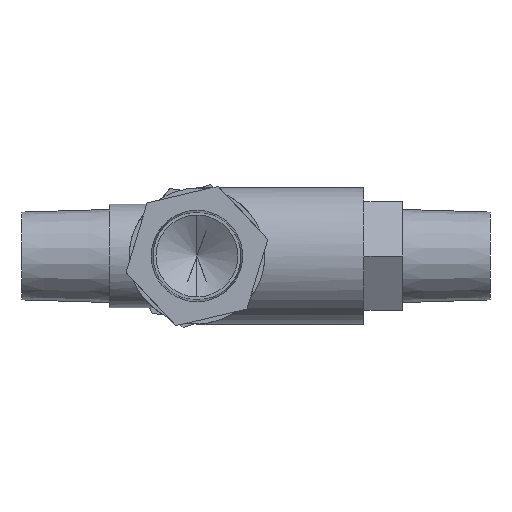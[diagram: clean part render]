
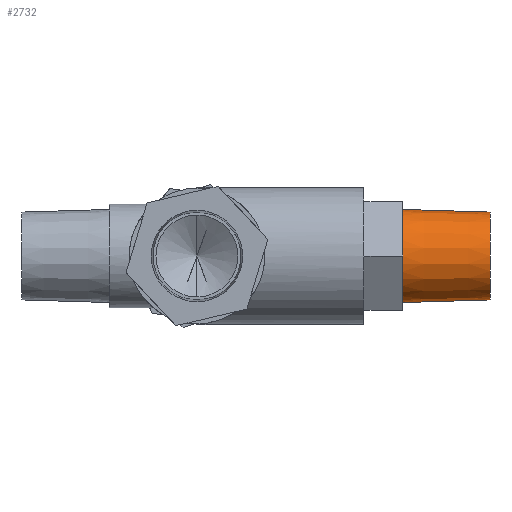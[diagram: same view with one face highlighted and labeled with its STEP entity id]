
A CAD part, front view. The second image highlights one B-rep face of the part: STEP entity #2732.
In plain terms, the highlighted conical face has half-angle 1.715 degrees and reference radius 8.11 mm.
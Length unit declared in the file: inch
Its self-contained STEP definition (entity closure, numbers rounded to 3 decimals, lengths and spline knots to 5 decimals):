
#253 = DIRECTION ( 'NONE',  ( -1., 0., -0.03 ) ) ;
#293 = CARTESIAN_POINT ( 'NONE',  ( 1.41, 0., -0.31929 ) ) ;
#701 = CARTESIAN_POINT ( 'NONE',  ( 2.01, 0., -0.30133 ) ) ;
#707 = CIRCLE ( 'NONE', #1961, 0.31929 ) ;
#718 = CIRCLE ( 'NONE', #1957, 0.30133 ) ;
#814 = CARTESIAN_POINT ( 'NONE',  ( 2.01, 0., 0.30133 ) ) ;
#906 = CARTESIAN_POINT ( 'NONE',  ( 1.41, 0., 0. ) ) ;
#956 = DIRECTION ( 'NONE',  ( -1., 0., 0. ) ) ;
#959 = DIRECTION ( 'NONE',  ( 0., 0., 1. ) ) ;
#964 = CARTESIAN_POINT ( 'NONE',  ( 2.01, 0., 0. ) ) ;
#969 = DIRECTION ( 'NONE',  ( 0., 0., -1. ) ) ;
#977 = DIRECTION ( 'NONE',  ( 1., 0., 0. ) ) ;
#979 = DIRECTION ( 'NONE',  ( -1., 0., 0. ) ) ;
#985 = CARTESIAN_POINT ( 'NONE',  ( 1.41, 0., 0. ) ) ;
#989 = DIRECTION ( 'NONE',  ( 0., 0., 1. ) ) ;
#1476 = VERTEX_POINT ( 'NONE', #814 ) ;
#1480 = CARTESIAN_POINT ( 'NONE',  ( 1.41, 0., 0.31929 ) ) ;
#1516 = DIRECTION ( 'NONE',  ( -1., 0., 0.03 ) ) ;
#1667 = AXIS2_PLACEMENT_3D ( 'NONE', #906, #979, #989 ) ;
#1695 = EDGE_LOOP ( 'NONE', ( #2823, #2814, #2812, #2801 ) ) ;
#1891 = VERTEX_POINT ( 'NONE', #701 ) ;
#1957 = AXIS2_PLACEMENT_3D ( 'NONE', #964, #956, #959 ) ;
#1961 = AXIS2_PLACEMENT_3D ( 'NONE', #985, #977, #969 ) ;
#1990 = CONICAL_SURFACE ( 'NONE', #1667, 0.31929, 0.03 ) ;
#2009 = FACE_OUTER_BOUND ( 'NONE', #1695, .T. ) ;
#2102 = VERTEX_POINT ( 'NONE', #2549 ) ;
#2217 = VERTEX_POINT ( 'NONE', #2740 ) ;
#2329 = EDGE_CURVE ( 'NONE', #2217, #2102, #707, .T. ) ;
#2330 = EDGE_CURVE ( 'NONE', #1891, #1476, #718, .T. ) ;
#2510 = EDGE_CURVE ( 'NONE', #1891, #2102, #2738, .T. ) ;
#2549 = CARTESIAN_POINT ( 'NONE',  ( 1.41, 0., -0.31929 ) ) ;
#2556 = VECTOR ( 'NONE', #1516, 39.37008 ) ;
#2567 = EDGE_CURVE ( 'NONE', #1476, #2217, #2580, .T. ) ;
#2580 = LINE ( 'NONE', #1480, #2556 ) ;
#2732 = ADVANCED_FACE ( 'NONE', ( #2009 ), #1990, .T. ) ;
#2738 = LINE ( 'NONE', #293, #2758 ) ;
#2740 = CARTESIAN_POINT ( 'NONE',  ( 1.41, 0., 0.31929 ) ) ;
#2758 = VECTOR ( 'NONE', #253, 39.37008 ) ;
#2801 = ORIENTED_EDGE ( 'NONE', *, *, #2329, .T. ) ;
#2812 = ORIENTED_EDGE ( 'NONE', *, *, #2567, .T. ) ;
#2814 = ORIENTED_EDGE ( 'NONE', *, *, #2330, .T. ) ;
#2823 = ORIENTED_EDGE ( 'NONE', *, *, #2510, .F. ) ;
